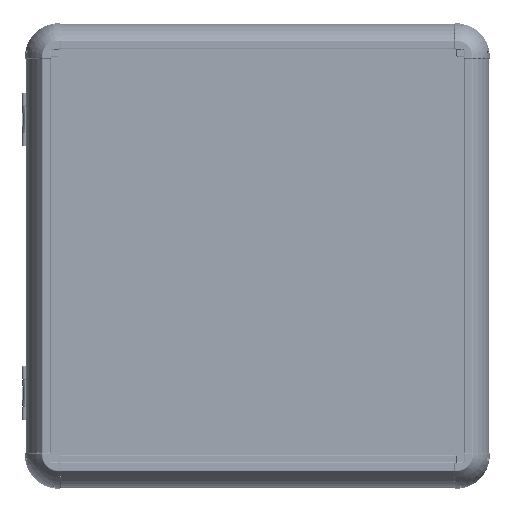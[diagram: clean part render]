
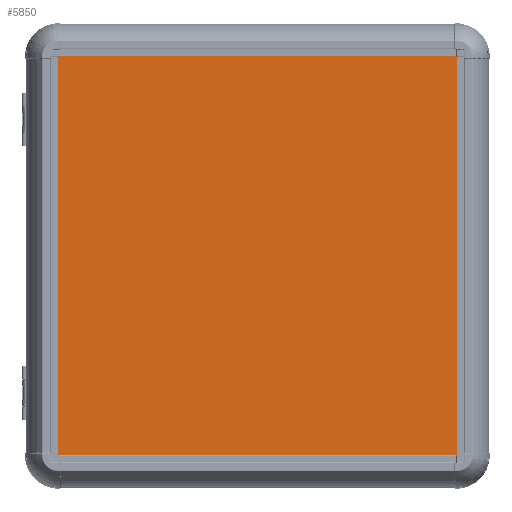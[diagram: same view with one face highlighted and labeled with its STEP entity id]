
A CAD part, top view. The second image highlights one B-rep face of the part: STEP entity #5850.
In plain terms, the highlighted planar face has unit normal (0, 0, 1).
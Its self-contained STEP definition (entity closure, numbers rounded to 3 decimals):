
#3395 = VECTOR ( 'NONE', #146693, 1000. ) ;
#5850 = ADVANCED_FACE ( 'NONE', ( #215428 ), #170084, .T. ) ;
#6042 = CARTESIAN_POINT ( 'NONE',  ( -150., 150., 2. ) ) ;
#6300 = VERTEX_POINT ( 'NONE', #107056 ) ;
#8209 = CARTESIAN_POINT ( 'NONE',  ( 150., -150., 2. ) ) ;
#8648 = CARTESIAN_POINT ( 'NONE',  ( -150., 150., 2. ) ) ;
#28019 = EDGE_CURVE ( 'NONE', #98598, #180518, #88260, .T. ) ;
#37604 = EDGE_CURVE ( 'NONE', #180518, #79778, #44775, .T. ) ;
#44775 = LINE ( 'NONE', #79820, #3395 ) ;
#45275 = EDGE_CURVE ( 'NONE', #6300, #98598, #182459, .T. ) ;
#51984 = ORIENTED_EDGE ( 'NONE', *, *, #45275, .T. ) ;
#62493 = ORIENTED_EDGE ( 'NONE', *, *, #28019, .T. ) ;
#65071 = VECTOR ( 'NONE', #183884, 1000. ) ;
#68758 = LINE ( 'NONE', #87304, #65071 ) ;
#72876 = DIRECTION ( 'NONE',  ( 0., -1., 0. ) ) ;
#73851 = CARTESIAN_POINT ( 'NONE',  ( -150., -150., 2. ) ) ;
#76132 = ORIENTED_EDGE ( 'NONE', *, *, #37604, .T. ) ;
#79778 = VERTEX_POINT ( 'NONE', #8209 ) ;
#79820 = CARTESIAN_POINT ( 'NONE',  ( -150., -150., 2. ) ) ;
#83713 = CARTESIAN_POINT ( 'NONE',  ( -150., 150., 2. ) ) ;
#87304 = CARTESIAN_POINT ( 'NONE',  ( 150., 150., 2. ) ) ;
#88260 = LINE ( 'NONE', #6042, #132118 ) ;
#92750 = VECTOR ( 'NONE', #100187, 1000. ) ;
#98598 = VERTEX_POINT ( 'NONE', #8648 ) ;
#100187 = DIRECTION ( 'NONE',  ( -1., 0., 0. ) ) ;
#103239 = DIRECTION ( 'NONE',  ( 0., 0., 1. ) ) ;
#107056 = CARTESIAN_POINT ( 'NONE',  ( 150., 150., 2. ) ) ;
#132118 = VECTOR ( 'NONE', #72876, 1000. ) ;
#137230 = DIRECTION ( 'NONE',  ( 1., 0., 0. ) ) ;
#146693 = DIRECTION ( 'NONE',  ( 1., 0., 0. ) ) ;
#152805 = EDGE_CURVE ( 'NONE', #79778, #6300, #68758, .T. ) ;
#165009 = CARTESIAN_POINT ( 'NONE',  ( 0., 0., 2. ) ) ;
#170084 = PLANE ( 'NONE',  #196223 ) ;
#177843 = EDGE_LOOP ( 'NONE', ( #208811, #51984, #62493, #76132 ) ) ;
#180518 = VERTEX_POINT ( 'NONE', #73851 ) ;
#182459 = LINE ( 'NONE', #83713, #92750 ) ;
#183884 = DIRECTION ( 'NONE',  ( 0., 1., 0. ) ) ;
#196223 = AXIS2_PLACEMENT_3D ( 'NONE', #165009, #103239, #137230 ) ;
#208811 = ORIENTED_EDGE ( 'NONE', *, *, #152805, .T. ) ;
#215428 = FACE_OUTER_BOUND ( 'NONE', #177843, .T. ) ;
